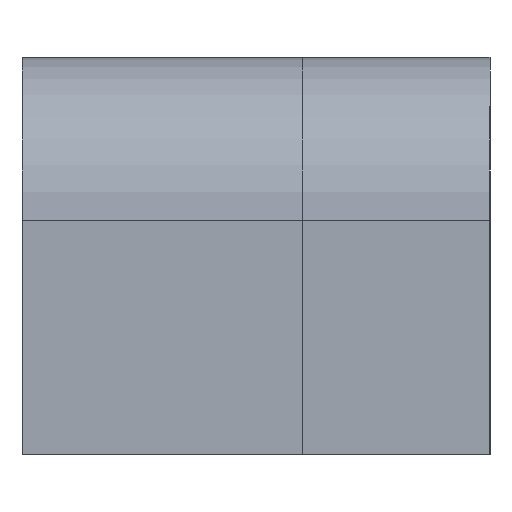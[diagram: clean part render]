
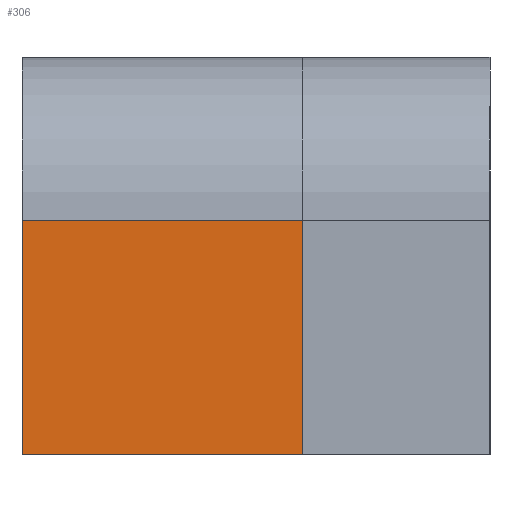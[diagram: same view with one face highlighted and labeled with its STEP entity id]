
A CAD part, left-side view. The second image highlights one B-rep face of the part: STEP entity #306.
In plain terms, the highlighted planar face has unit normal (-1, 0, 0).
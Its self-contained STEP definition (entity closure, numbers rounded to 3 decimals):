
#25=PLANE('',#345);
#38=FACE_OUTER_BOUND('',#56,.T.);
#56=EDGE_LOOP('',(#256,#257,#258,#259));
#65=LINE('',#449,#95);
#72=LINE('',#465,#102);
#85=LINE('',#505,#115);
#87=LINE('',#508,#117);
#95=VECTOR('',#361,10.);
#102=VECTOR('',#374,10.);
#115=VECTOR('',#413,10.);
#117=VECTOR('',#417,10.);
#138=VERTEX_POINT('',#446);
#139=VERTEX_POINT('',#448);
#145=VERTEX_POINT('',#464);
#159=VERTEX_POINT('',#504);
#166=EDGE_CURVE('',#138,#139,#65,.T.);
#174=EDGE_CURVE('',#145,#139,#72,.T.);
#194=EDGE_CURVE('',#145,#159,#85,.T.);
#196=EDGE_CURVE('',#159,#138,#87,.T.);
#256=ORIENTED_EDGE('',*,*,#166,.F.);
#257=ORIENTED_EDGE('',*,*,#196,.F.);
#258=ORIENTED_EDGE('',*,*,#194,.F.);
#259=ORIENTED_EDGE('',*,*,#174,.T.);
#306=ADVANCED_FACE('',(#38),#25,.T.);
#345=AXIS2_PLACEMENT_3D('',#507,#415,#416);
#361=DIRECTION('',(0.,-1.,0.));
#374=DIRECTION('',(0.,0.,1.));
#413=DIRECTION('',(0.,1.,0.));
#415=DIRECTION('center_axis',(-1.,0.,0.));
#416=DIRECTION('ref_axis',(0.,0.,1.));
#417=DIRECTION('',(0.,0.,1.));
#446=CARTESIAN_POINT('',(-21.,10.,0.));
#448=CARTESIAN_POINT('',(-21.,4.,0.));
#449=CARTESIAN_POINT('',(-21.,0.,0.));
#464=CARTESIAN_POINT('',(-21.,4.,-5.));
#465=CARTESIAN_POINT('',(-21.,4.,-2.438));
#504=CARTESIAN_POINT('',(-21.,10.,-5.));
#505=CARTESIAN_POINT('',(-21.,0.,-5.));
#507=CARTESIAN_POINT('Origin',(-21.,0.,-5.));
#508=CARTESIAN_POINT('',(-21.,10.,-5.));
